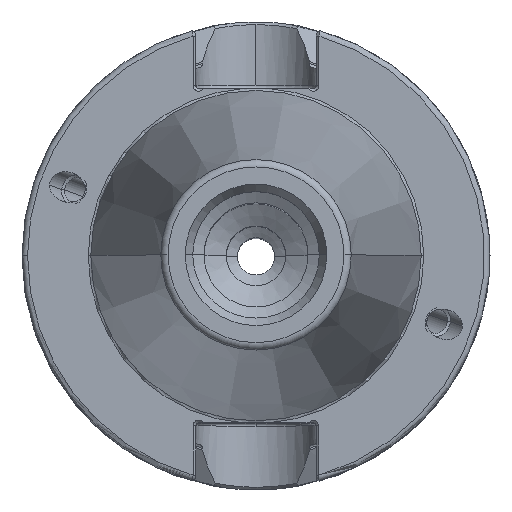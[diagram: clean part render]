
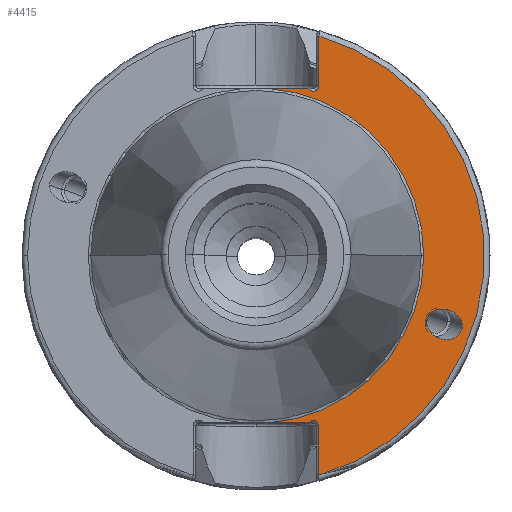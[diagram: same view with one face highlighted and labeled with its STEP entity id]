
A CAD part, top view. The second image highlights one B-rep face of the part: STEP entity #4415.
In plain terms, the highlighted planar face has unit normal (0, 0, 1).
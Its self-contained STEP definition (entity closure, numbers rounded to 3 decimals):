
#77 = CIRCLE ( 'NONE', #6682, 30.725 ) ;
#135 = EDGE_CURVE ( 'NONE', #5940, #1146, #7537, .T. ) ;
#245 = CARTESIAN_POINT ( 'NONE',  ( 22.978, -8.971, -2. ) ) ;
#261 = ORIENTED_EDGE ( 'NONE', *, *, #5742, .T. ) ;
#287 = CARTESIAN_POINT ( 'NONE',  ( 7.133, -22.5, -2. ) ) ;
#343 = CARTESIAN_POINT ( 'NONE',  ( 8.47, 22.875, -2. ) ) ;
#374 = VECTOR ( 'NONE', #6661, 1000. ) ;
#377 = CIRCLE ( 'NONE', #7601, 22.563 ) ;
#416 = DIRECTION ( 'NONE',  ( -1., 0., 0. ) ) ;
#426 = CARTESIAN_POINT ( 'NONE',  ( 8.417, -29.55, -2. ) ) ;
#551 = LINE ( 'NONE', #7039, #374 ) ;
#587 = AXIS2_PLACEMENT_3D ( 'NONE', #5064, #5059, #1355 ) ;
#596 = CARTESIAN_POINT ( 'NONE',  ( 22.978, -8.971, -2. ) ) ;
#690 = EDGE_CURVE ( 'NONE', #3141, #3137, #6116, .T. ) ;
#750 = CARTESIAN_POINT ( 'NONE',  ( 1.684, -22.5, -2. ) ) ;
#771 = CARTESIAN_POINT ( 'NONE',  ( 27.766, -13.577, -2. ) ) ;
#856 = EDGE_LOOP ( 'NONE', ( #2617, #261, #4882, #6078, #5896, #4308, #7199, #6998, #5544 ) ) ;
#1024 =( BOUNDED_CURVE ( )  B_SPLINE_CURVE ( 3, ( #6507, #771, #3077, #245 ),
 .UNSPECIFIED., .F., .F. ) 
 B_SPLINE_CURVE_WITH_KNOTS ( ( 4, 4 ),
 ( 5.993, 9.135 ),
 .UNSPECIFIED. ) 
 CURVE ( )  GEOMETRIC_REPRESENTATION_ITEM ( )  RATIONAL_B_SPLINE_CURVE ( ( 1., 0.333, 0.333, 1. ) ) 
 REPRESENTATION_ITEM ( '' )  );
#1146 = VERTEX_POINT ( 'NONE', #5196 ) ;
#1148 = CARTESIAN_POINT ( 'NONE',  ( 7.72, 22.875, -2. ) ) ;
#1154 = VERTEX_POINT ( 'NONE', #4608 ) ;
#1247 = VECTOR ( 'NONE', #4998, 1000. ) ;
#1355 = DIRECTION ( 'NONE',  ( -1., 0., 0. ) ) ;
#1375 = ORIENTED_EDGE ( 'NONE', *, *, #4202, .T. ) ;
#1658 = DIRECTION ( 'NONE',  ( 0., 0., -1. ) ) ;
#2109 =( BOUNDED_CURVE ( )  B_SPLINE_CURVE ( 3, ( #6065, #5976, #5959, #5907 ),
 .UNSPECIFIED., .F., .F. ) 
 B_SPLINE_CURVE_WITH_KNOTS ( ( 4, 4 ),
 ( 2.852, 5.993 ),
 .UNSPECIFIED. ) 
 CURVE ( )  GEOMETRIC_REPRESENTATION_ITEM ( )  RATIONAL_B_SPLINE_CURVE ( ( 1., 0.333, 0.333, 1. ) ) 
 REPRESENTATION_ITEM ( '' )  );
#2149 = FACE_BOUND ( 'NONE', #3486, .T. ) ;
#2191 = VERTEX_POINT ( 'NONE', #343 ) ;
#2219 = CARTESIAN_POINT ( 'NONE',  ( 8.417, -22.875, -2. ) ) ;
#2294 = CARTESIAN_POINT ( 'NONE',  ( 0., -22.5, -2. ) ) ;
#2357 = DIRECTION ( 'NONE',  ( -1., 0., 0. ) ) ;
#2370 = DIRECTION ( 'NONE',  ( 0., 0., 1. ) ) ;
#2385 = CARTESIAN_POINT ( 'NONE',  ( 0., 0., -2. ) ) ;
#2405 = CARTESIAN_POINT ( 'NONE',  ( 8.47, 22.875, -2. ) ) ;
#2617 = ORIENTED_EDGE ( 'NONE', *, *, #690, .F. ) ;
#2647 = EDGE_CURVE ( 'NONE', #1154, #2191, #5865, .T. ) ;
#2680 = AXIS2_PLACEMENT_3D ( 'NONE', #6407, #5514, #7686 ) ;
#2891 = AXIS2_PLACEMENT_3D ( 'NONE', #5689, #5579, #5533 ) ;
#3071 = DIRECTION ( 'NONE',  ( 0., 0., -1. ) ) ;
#3077 = CARTESIAN_POINT ( 'NONE',  ( 22.978, -13.051, -2. ) ) ;
#3137 = VERTEX_POINT ( 'NONE', #750 ) ;
#3141 = VERTEX_POINT ( 'NONE', #287 ) ;
#3486 = EDGE_LOOP ( 'NONE', ( #1375, #5803 ) ) ;
#3547 = EDGE_CURVE ( 'NONE', #5337, #3137, #5491, .T. ) ;
#3559 = VERTEX_POINT ( 'NONE', #426 ) ;
#3617 = DIRECTION ( 'NONE',  ( -1., 0., 0. ) ) ;
#3627 = CARTESIAN_POINT ( 'NONE',  ( 0., 0., -2. ) ) ;
#3768 = DIRECTION ( 'NONE',  ( -1., 0., 0. ) ) ;
#3846 = AXIS2_PLACEMENT_3D ( 'NONE', #1148, #1658, #416 ) ;
#3908 = EDGE_CURVE ( 'NONE', #5940, #5337, #377, .T. ) ;
#4202 = EDGE_CURVE ( 'NONE', #4296, #6763, #1024, .T. ) ;
#4296 = VERTEX_POINT ( 'NONE', #6474 ) ;
#4308 = ORIENTED_EDGE ( 'NONE', *, *, #4472, .T. ) ;
#4415 = ADVANCED_FACE ( 'NONE', ( #2149, #5192 ), #5228, .F. ) ;
#4468 = VECTOR ( 'NONE', #6954, 1000. ) ;
#4472 = EDGE_CURVE ( 'NONE', #2191, #1146, #6016, .T. ) ;
#4608 = CARTESIAN_POINT ( 'NONE',  ( 8.47, 29.534, -2. ) ) ;
#4882 = ORIENTED_EDGE ( 'NONE', *, *, #4936, .T. ) ;
#4936 = EDGE_CURVE ( 'NONE', #5969, #3559, #551, .T. ) ;
#4998 = DIRECTION ( 'NONE',  ( 0., -1., 0. ) ) ;
#5001 = EDGE_CURVE ( 'NONE', #6763, #4296, #2109, .T. ) ;
#5059 = DIRECTION ( 'NONE',  ( 0., 0., -1. ) ) ;
#5064 = CARTESIAN_POINT ( 'NONE',  ( 0., 0., -2. ) ) ;
#5192 = FACE_OUTER_BOUND ( 'NONE', #856, .T. ) ;
#5196 = CARTESIAN_POINT ( 'NONE',  ( 7.07, 22.5, -2. ) ) ;
#5228 = PLANE ( 'NONE',  #2680 ) ;
#5337 = VERTEX_POINT ( 'NONE', #6757 ) ;
#5491 = CIRCLE ( 'NONE', #587, 22.563 ) ;
#5514 = DIRECTION ( 'NONE',  ( 0., 0., -1. ) ) ;
#5533 = DIRECTION ( 'NONE',  ( -1., 0., 0. ) ) ;
#5544 = ORIENTED_EDGE ( 'NONE', *, *, #3547, .T. ) ;
#5579 = DIRECTION ( 'NONE',  ( 0., 0., -1. ) ) ;
#5689 = CARTESIAN_POINT ( 'NONE',  ( 7.72, -22.875, -2. ) ) ;
#5742 = EDGE_CURVE ( 'NONE', #3141, #5969, #6670, .T. ) ;
#5803 = ORIENTED_EDGE ( 'NONE', *, *, #5001, .T. ) ;
#5865 = LINE ( 'NONE', #2405, #1247 ) ;
#5896 = ORIENTED_EDGE ( 'NONE', *, *, #2647, .T. ) ;
#5907 = CARTESIAN_POINT ( 'NONE',  ( 27.766, -9.498, -2. ) ) ;
#5936 = VECTOR ( 'NONE', #3768, 1000. ) ;
#5940 = VERTEX_POINT ( 'NONE', #6590 ) ;
#5959 = CARTESIAN_POINT ( 'NONE',  ( 27.766, -5.419, -2. ) ) ;
#5969 = VERTEX_POINT ( 'NONE', #2219 ) ;
#5976 = CARTESIAN_POINT ( 'NONE',  ( 22.978, -4.892, -2. ) ) ;
#6016 = CIRCLE ( 'NONE', #3846, 0.75 ) ;
#6065 = CARTESIAN_POINT ( 'NONE',  ( 22.978, -8.971, -2. ) ) ;
#6078 = ORIENTED_EDGE ( 'NONE', *, *, #6519, .T. ) ;
#6116 = LINE ( 'NONE', #2294, #5936 ) ;
#6407 = CARTESIAN_POINT ( 'NONE',  ( 0., 31.475, -2. ) ) ;
#6474 = CARTESIAN_POINT ( 'NONE',  ( 27.766, -9.498, -2. ) ) ;
#6507 = CARTESIAN_POINT ( 'NONE',  ( 27.766, -9.498, -2. ) ) ;
#6519 = EDGE_CURVE ( 'NONE', #3559, #1154, #77, .T. ) ;
#6590 = CARTESIAN_POINT ( 'NONE',  ( 1.684, 22.5, -2. ) ) ;
#6661 = DIRECTION ( 'NONE',  ( 0., -1., 0. ) ) ;
#6670 = CIRCLE ( 'NONE', #2891, 0.697 ) ;
#6682 = AXIS2_PLACEMENT_3D ( 'NONE', #2385, #2370, #2357 ) ;
#6735 = CARTESIAN_POINT ( 'NONE',  ( 0., 22.5, -2. ) ) ;
#6757 = CARTESIAN_POINT ( 'NONE',  ( 22.563, 0., -2. ) ) ;
#6763 = VERTEX_POINT ( 'NONE', #596 ) ;
#6954 = DIRECTION ( 'NONE',  ( 1., 0., 0. ) ) ;
#6998 = ORIENTED_EDGE ( 'NONE', *, *, #3908, .T. ) ;
#7039 = CARTESIAN_POINT ( 'NONE',  ( 8.417, 31.475, -2. ) ) ;
#7199 = ORIENTED_EDGE ( 'NONE', *, *, #135, .F. ) ;
#7537 = LINE ( 'NONE', #6735, #4468 ) ;
#7601 = AXIS2_PLACEMENT_3D ( 'NONE', #3627, #3071, #3617 ) ;
#7686 = DIRECTION ( 'NONE',  ( -1., 0., 0. ) ) ;
